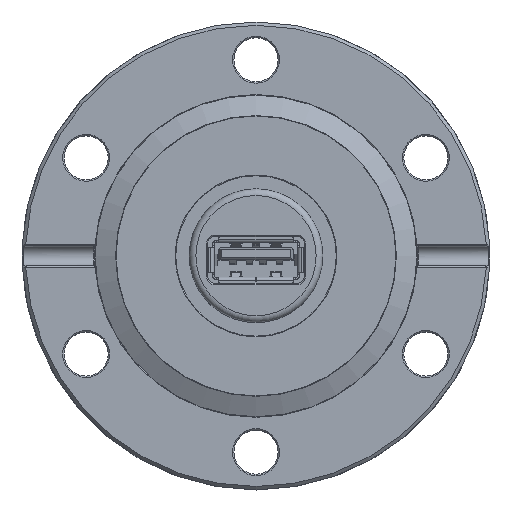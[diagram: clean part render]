
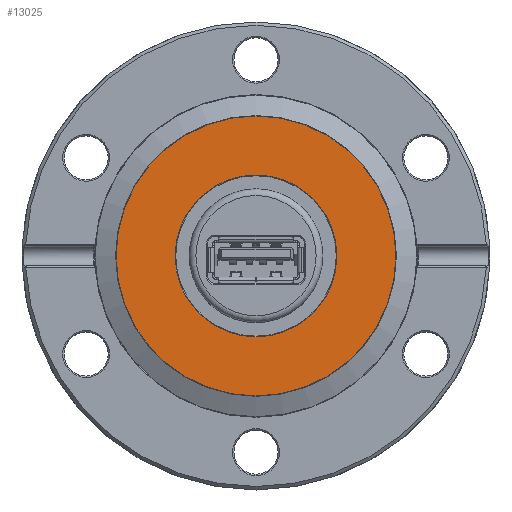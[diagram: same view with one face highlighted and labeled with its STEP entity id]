
A CAD part, top view. The second image highlights one B-rep face of the part: STEP entity #13025.
In plain terms, the highlighted planar face has unit normal (0, 0, 1).
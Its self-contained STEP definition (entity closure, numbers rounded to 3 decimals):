
#1151 = AXIS2_PLACEMENT_3D ( 'NONE', #26008, #21768, #2439 ) ;
#2439 = DIRECTION ( 'NONE',  ( 0., 1., 0. ) ) ;
#2849 = EDGE_LOOP ( 'NONE', ( #21676 ) ) ;
#2920 = ORIENTED_EDGE ( 'NONE', *, *, #23212, .T. ) ;
#4809 = CARTESIAN_POINT ( 'NONE',  ( 0., 0., -1.2 ) ) ;
#5483 = VERTEX_POINT ( 'NONE', #26934 ) ;
#9428 = VERTEX_POINT ( 'NONE', #24523 ) ;
#11274 = DIRECTION ( 'NONE',  ( 0., -1., 0. ) ) ;
#12850 = CIRCLE ( 'NONE', #1151, 12.1 ) ;
#13025 = ADVANCED_FACE ( 'NONE', ( #16027, #18424 ), #16445, .F. ) ;
#13387 = DIRECTION ( 'NONE',  ( 0., 0., 1. ) ) ;
#13495 = EDGE_CURVE ( 'NONE', #9428, #9428, #20514, .T. ) ;
#16027 = FACE_BOUND ( 'NONE', #18246, .T. ) ;
#16165 = DIRECTION ( 'NONE',  ( 0., 0., -1. ) ) ;
#16445 = PLANE ( 'NONE',  #26801 ) ;
#18246 = EDGE_LOOP ( 'NONE', ( #2920 ) ) ;
#18424 = FACE_OUTER_BOUND ( 'NONE', #2849, .T. ) ;
#19156 = AXIS2_PLACEMENT_3D ( 'NONE', #4809, #13387, #11274 ) ;
#20514 = CIRCLE ( 'NONE', #19156, 20.939 ) ;
#20555 = DIRECTION ( 'NONE',  ( 0., 1., 0. ) ) ;
#21676 = ORIENTED_EDGE ( 'NONE', *, *, #13495, .T. ) ;
#21768 = DIRECTION ( 'NONE',  ( 0., 0., -1. ) ) ;
#23212 = EDGE_CURVE ( 'NONE', #5483, #5483, #12850, .T. ) ;
#24523 = CARTESIAN_POINT ( 'NONE',  ( 0., -20.939, -1.2 ) ) ;
#24653 = CARTESIAN_POINT ( 'NONE',  ( 0., 20.939, -1.2 ) ) ;
#26008 = CARTESIAN_POINT ( 'NONE',  ( 0., 0., -1.2 ) ) ;
#26801 = AXIS2_PLACEMENT_3D ( 'NONE', #24653, #16165, #20555 ) ;
#26934 = CARTESIAN_POINT ( 'NONE',  ( 0., 12.1, -1.2 ) ) ;
